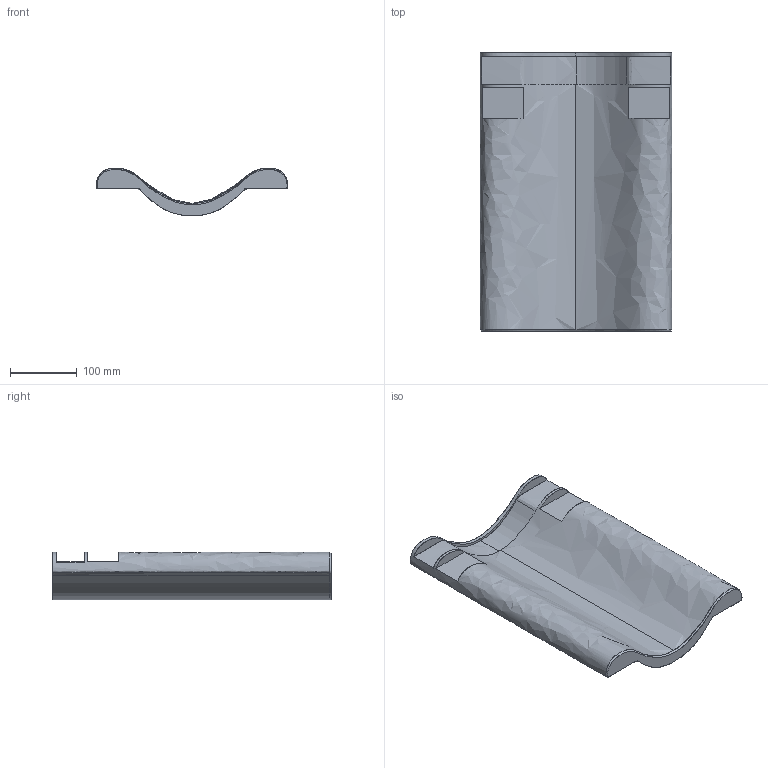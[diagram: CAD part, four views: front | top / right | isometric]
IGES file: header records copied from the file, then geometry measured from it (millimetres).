
Global section: file name:Laumans Ideal variabel - dobbeltvinge.igs; native system: Rhinoceros ( Jan 18 2007 ); preprocessor: Trout Lake IGES 012 Jan 18 2007; date: 090311.085100; units: millimetre
Bounding box: 287.3 x 417.5 x 71.5 mm (x, y, z)
Surface area: 304705 mm2 (no closed solid volume)
Topology: 0 solids, 0 shells, 32 faces, 1404 edges, 1404 vertices
Faces by surface type: bspline 32
